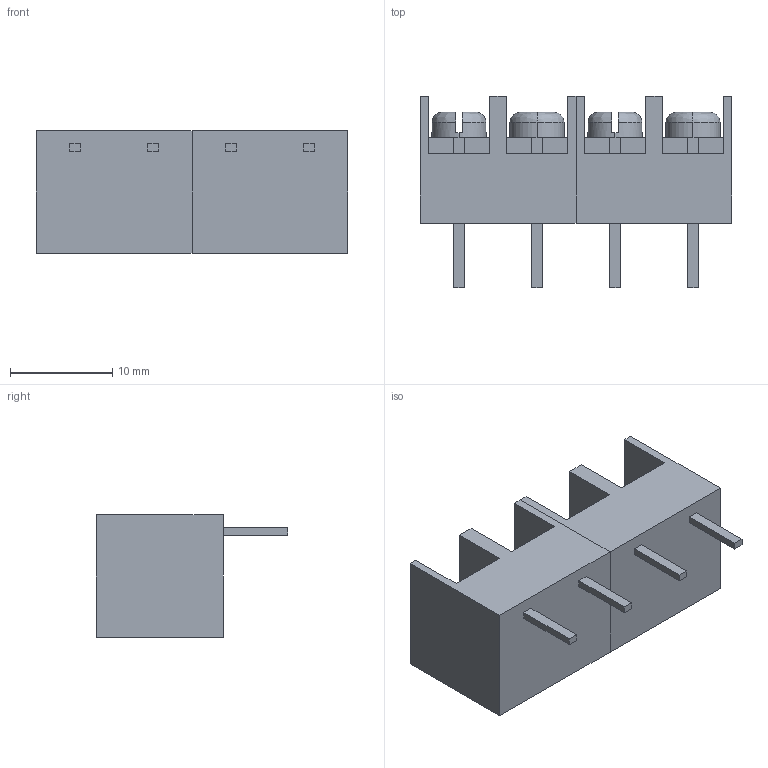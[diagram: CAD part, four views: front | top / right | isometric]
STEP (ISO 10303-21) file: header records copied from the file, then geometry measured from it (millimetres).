
FILE_DESCRIPTION (( 'STEP AP214' ), '1' );
FILE_NAME ('User Library-KF7.62 - 4P-1.STEP', '2019-12-26T04:07:57', ( '' ), ( '' ), 'SwSTEP 2.0', 'SolidWorks 2019', '' );
FILE_SCHEMA (( 'AUTOMOTIVE_DESIGN' ));
Length unit declared in the file: millimetre
Products named in the file (2): User Library-KF7.62 - 4P-1; User Library-kf7_62-2p
Assembly tree (2 placements, depth 2):
  User Library-KF7.62 - 4P-1
    User Library-kf7_62-2p  x2
Bounding box: 30.48 x 18.7 x 12 mm (x, y, z)
Volume: 3345.2 mm3; surface area: 2694.9 mm2
Topology: 2 solids, 2 shells, 162 faces, 428 edges, 278 vertices
Faces by surface type: plane 132, cylinder 18, bspline 12
Entity records: 3548 total; most frequent: CARTESIAN_POINT 617, ORIENTED_EDGE 428, DIRECTION 387, EDGE_CURVE 214, LINE 169, VECTOR 169, VERTEX_POINT 139, AXIS2_PLACEMENT_3D 109
